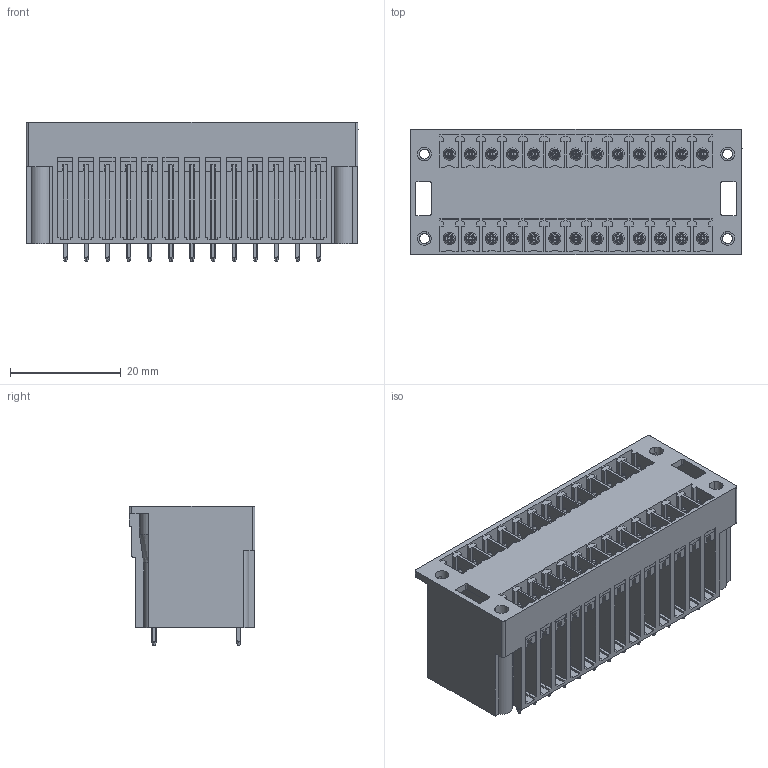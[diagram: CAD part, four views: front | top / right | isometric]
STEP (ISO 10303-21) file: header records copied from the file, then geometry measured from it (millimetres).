
FILE_DESCRIPTION(('CATIA V5 STEP Exchange','CAx-IF Rec.Pracs.--- Model Styling and Organization---1.2---2011-12-15'),'2;1');
FILE_NAME ('D1447204_0', '2018-10-05T07:42:19+00:00', ('none'), ('Weidmueller'), 'CATIA Version 5-6 Release 2014', 'CATIA V5 STEP AP214', 'none');
FILE_SCHEMA(('AUTOMOTIVE_DESIGN { 1 0 10303 214 1 1 1 1 }'));
Length unit declared in the file: millimetre
Products named in the file (1): 1031620000
Bounding box: 59.92 x 22.7 x 25.1 mm (x, y, z)
Volume: 21367.2 mm3; surface area: 15980.7 mm2
Topology: 27 solids, 27 shells, 1545 faces, 4208 edges, 2786 vertices
Faces by surface type: plane 995, cylinder 328, cone 170, torus 52
Entity records: 49756 total; most frequent: CARTESIAN_POINT 14605, ORIENTED_EDGE 8416, DIRECTION 5233, EDGE_CURVE 4208, VECTOR 2902, LINE 2902, VERTEX_POINT 2786, EDGE_LOOP 1704
